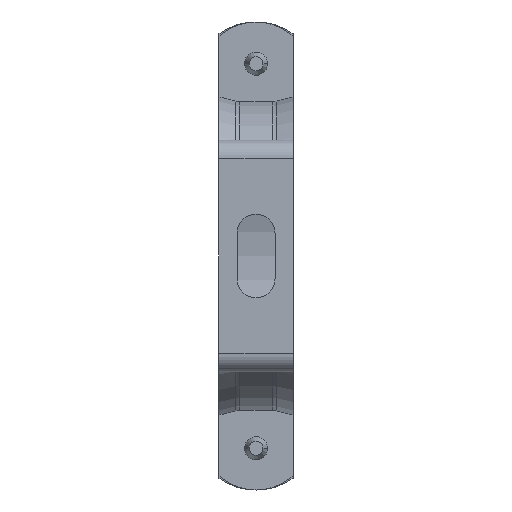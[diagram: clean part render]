
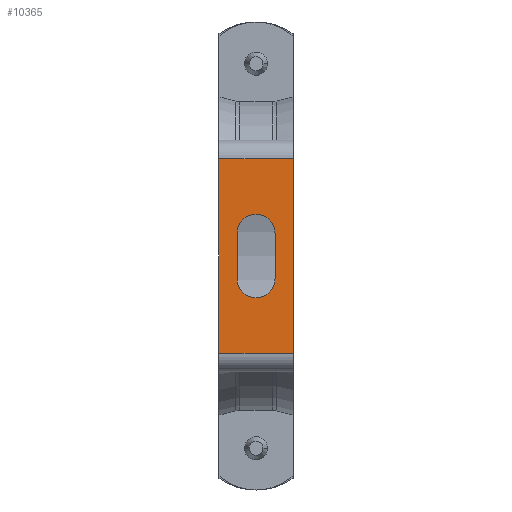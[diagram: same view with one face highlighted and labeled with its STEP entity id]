
A CAD part, front view. The second image highlights one B-rep face of the part: STEP entity #10365.
In plain terms, the highlighted planar face has unit normal (0, -1, 0).
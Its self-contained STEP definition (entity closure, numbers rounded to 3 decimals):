
#8920=DIRECTION('',(0.,0.,-1.));
#8921=VECTOR('',#8920,42.);
#8922=CARTESIAN_POINT('',(8.,-46.5,21.));
#8923=LINE('',#8922,#8921);
#9140=DIRECTION('',(-1.,0.,0.));
#9141=VECTOR('',#9140,16.);
#9142=CARTESIAN_POINT('',(8.,-46.5,-21.));
#9143=LINE('',#9142,#9141);
#9144=DIRECTION('',(0.,0.,-1.));
#9145=VECTOR('',#9144,42.);
#9146=CARTESIAN_POINT('',(-8.,-46.5,21.));
#9147=LINE('',#9146,#9145);
#9148=CARTESIAN_POINT('',(0.,-46.5,4.9));
#9149=DIRECTION('',(0.,1.,0.));
#9150=DIRECTION('',(0.,0.,1.));
#9151=AXIS2_PLACEMENT_3D('',#9148,#9149,#9150);
#9153=CARTESIAN_POINT('',(0.,-46.5,4.9));
#9154=DIRECTION('',(0.,1.,0.));
#9155=DIRECTION('',(-1.,0.,0.));
#9156=AXIS2_PLACEMENT_3D('',#9153,#9154,#9155);
#9158=DIRECTION('',(0.,0.,1.));
#9159=VECTOR('',#9158,9.8);
#9160=CARTESIAN_POINT('',(-4.1,-46.5,-4.9));
#9161=LINE('',#9160,#9159);
#9162=CARTESIAN_POINT('',(0.,-46.5,-4.9));
#9163=DIRECTION('',(0.,1.,0.));
#9164=DIRECTION('',(0.,0.,-1.));
#9165=AXIS2_PLACEMENT_3D('',#9162,#9163,#9164);
#9167=CARTESIAN_POINT('',(0.,-46.5,-4.9));
#9168=DIRECTION('',(0.,1.,0.));
#9169=DIRECTION('',(1.,0.,0.));
#9170=AXIS2_PLACEMENT_3D('',#9167,#9168,#9169);
#9172=DIRECTION('',(1.,0.,0.));
#9173=VECTOR('',#9172,16.);
#9174=CARTESIAN_POINT('',(-8.,-46.5,21.));
#9175=LINE('',#9174,#9173);
#9484=DIRECTION('',(0.,0.,1.));
#9485=VECTOR('',#9484,9.8);
#9486=CARTESIAN_POINT('',(4.1,-46.5,-4.9));
#9487=LINE('',#9486,#9485);
#9618=CARTESIAN_POINT('',(0.,-46.5,9.));
#9619=CARTESIAN_POINT('',(4.1,-46.5,4.9));
#9620=VERTEX_POINT('',#9618);
#9621=VERTEX_POINT('',#9619);
#9622=CARTESIAN_POINT('',(-4.1,-46.5,4.9));
#9623=VERTEX_POINT('',#9622);
#9624=CARTESIAN_POINT('',(-4.1,-46.5,-4.9));
#9625=VERTEX_POINT('',#9624);
#9626=CARTESIAN_POINT('',(0.,-46.5,-9.));
#9627=VERTEX_POINT('',#9626);
#9628=CARTESIAN_POINT('',(4.1,-46.5,-4.9));
#9629=VERTEX_POINT('',#9628);
#9630=CARTESIAN_POINT('',(8.,-46.5,-21.));
#9631=CARTESIAN_POINT('',(-8.,-46.5,-21.));
#9632=VERTEX_POINT('',#9630);
#9633=VERTEX_POINT('',#9631);
#9634=CARTESIAN_POINT('',(-8.,-46.5,21.));
#9635=VERTEX_POINT('',#9634);
#9636=CARTESIAN_POINT('',(8.,-46.5,21.));
#9637=VERTEX_POINT('',#9636);
#10339=CARTESIAN_POINT('',(0.,-46.5,0.));
#10340=DIRECTION('',(0.,-1.,0.));
#10341=DIRECTION('',(0.,0.,1.));
#10342=AXIS2_PLACEMENT_3D('',#10339,#10340,#10341);
#10343=PLANE('',#10342);
#10344=ORIENTED_EDGE('',*,*,#10085,.T.);
#10345=ORIENTED_EDGE('',*,*,#10333,.T.);
#10346=ORIENTED_EDGE('',*,*,#10041,.F.);
#10348=ORIENTED_EDGE('',*,*,#10347,.T.);
#10349=EDGE_LOOP('',(#10344,#10345,#10346,#10348));
#10350=FACE_OUTER_BOUND('',#10349,.F.);
#10352=ORIENTED_EDGE('',*,*,#10351,.T.);
#10354=ORIENTED_EDGE('',*,*,#10353,.F.);
#10356=ORIENTED_EDGE('',*,*,#10355,.F.);
#10358=ORIENTED_EDGE('',*,*,#10357,.F.);
#10360=ORIENTED_EDGE('',*,*,#10359,.F.);
#10362=ORIENTED_EDGE('',*,*,#10361,.F.);
#10363=EDGE_LOOP('',(#10352,#10354,#10356,#10358,#10360,#10362));
#10364=FACE_BOUND('',#10363,.F.);
#10365=ADVANCED_FACE('',(#10350,#10364),#10343,.T.);
#9152=CIRCLE('',#9151,4.1);
#9157=CIRCLE('',#9156,4.1);
#9166=CIRCLE('',#9165,4.1);
#9171=CIRCLE('',#9170,4.1);
#10041=EDGE_CURVE('',#9635,#9633,#9147,.T.);
#10085=EDGE_CURVE('',#9637,#9632,#8923,.T.);
#10333=EDGE_CURVE('',#9632,#9633,#9143,.T.);
#10347=EDGE_CURVE('',#9635,#9637,#9175,.T.);
#10351=EDGE_CURVE('',#9629,#9621,#9487,.T.);
#10353=EDGE_CURVE('',#9620,#9621,#9152,.T.);
#10355=EDGE_CURVE('',#9623,#9620,#9157,.T.);
#10357=EDGE_CURVE('',#9625,#9623,#9161,.T.);
#10359=EDGE_CURVE('',#9627,#9625,#9166,.T.);
#10361=EDGE_CURVE('',#9629,#9627,#9171,.T.);
